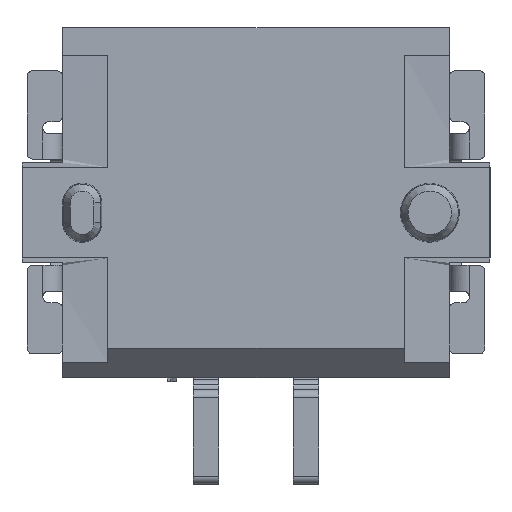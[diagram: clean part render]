
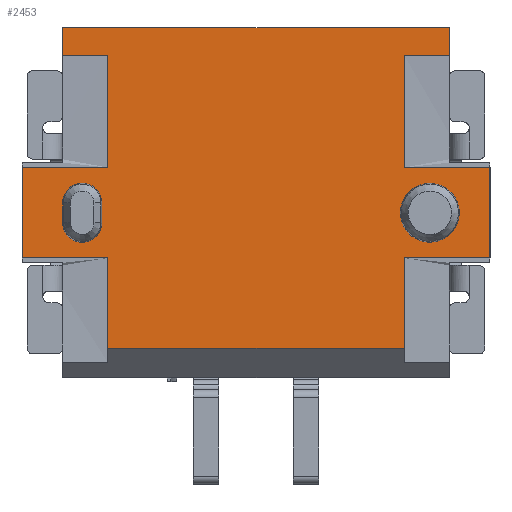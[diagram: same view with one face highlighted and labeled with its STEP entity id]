
A CAD part, front view. The second image highlights one B-rep face of the part: STEP entity #2453.
In plain terms, the highlighted planar face has unit normal (0, -1, 0).
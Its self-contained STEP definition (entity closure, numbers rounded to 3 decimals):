
#45=CARTESIAN_POINT('',(-3.65,-2.45,8.9));
#46=VERTEX_POINT('',#45);
#53=CARTESIAN_POINT('',(6.19,-2.45,8.9));
#54=VERTEX_POINT('',#53);
#55=CARTESIAN_POINT('',(-3.65,-2.45,8.9));
#56=DIRECTION('',(1.,0.,0.));
#57=VECTOR('',#56,9.84);
#58=LINE('',#55,#57);
#59=EDGE_CURVE('',#46,#54,#58,.T.);
#1276=CARTESIAN_POINT('',(5.04,-2.45,0.75));
#1277=VERTEX_POINT('',#1276);
#1284=CARTESIAN_POINT('',(-2.5,-2.45,0.75));
#1285=VERTEX_POINT('',#1284);
#1286=CARTESIAN_POINT('',(5.04,-2.45,0.75));
#1287=DIRECTION('',(-1.,0.,0.));
#1288=VECTOR('',#1287,7.54);
#1289=LINE('',#1286,#1288);
#1290=EDGE_CURVE('',#1277,#1285,#1289,.T.);
#1356=CARTESIAN_POINT('',(-2.65,-2.45,3.95));
#1357=VERTEX_POINT('',#1356);
#1364=CARTESIAN_POINT('',(-2.65,-2.45,4.45));
#1365=VERTEX_POINT('',#1364);
#1366=CARTESIAN_POINT('',(-2.65,-2.45,3.95));
#1367=DIRECTION('',(0.,0.,1.));
#1368=VECTOR('',#1367,0.5);
#1369=LINE('',#1366,#1368);
#1370=EDGE_CURVE('',#1357,#1365,#1369,.T.);
#1396=CARTESIAN_POINT('',(-3.65,-2.45,3.95));
#1397=VERTEX_POINT('',#1396);
#1404=CARTESIAN_POINT('',(-3.15,-2.45,3.95));
#1405=DIRECTION('',(-1.,0.,0.));
#1406=DIRECTION('',(0.,-1.,0.));
#1407=AXIS2_PLACEMENT_3D('',#1404,#1406,#1405);
#1408=CIRCLE('',#1407,0.5);
#1409=EDGE_CURVE('',#1397,#1357,#1408,.T.);
#1428=CARTESIAN_POINT('',(-3.65,-2.45,4.45));
#1429=VERTEX_POINT('',#1428);
#1436=CARTESIAN_POINT('',(-3.65,-2.45,4.45));
#1437=DIRECTION('',(0.,0.,-1.));
#1438=VECTOR('',#1437,0.5);
#1439=LINE('',#1436,#1438);
#1440=EDGE_CURVE('',#1429,#1397,#1439,.T.);
#1459=CARTESIAN_POINT('',(-3.15,-2.45,4.45));
#1460=DIRECTION('',(1.,0.,0.));
#1461=DIRECTION('',(0.,-1.,0.));
#1462=AXIS2_PLACEMENT_3D('',#1459,#1461,#1460);
#1463=CIRCLE('',#1462,0.5);
#1464=EDGE_CURVE('',#1365,#1429,#1463,.T.);
#1484=CARTESIAN_POINT('',(4.94,-2.45,4.2));
#1485=VERTEX_POINT('',#1484);
#1492=CARTESIAN_POINT('',(5.69,-2.45,4.2));
#1493=DIRECTION('',(-1.,0.,0.));
#1494=DIRECTION('',(0.,-1.,0.));
#1495=AXIS2_PLACEMENT_3D('',#1492,#1494,#1493);
#1496=CIRCLE('',#1495,0.75);
#1497=EDGE_CURVE('',#1485,#1485,#1496,.T.);
#1903=CARTESIAN_POINT('',(7.22,-2.45,5.35));
#1904=VERTEX_POINT('',#1903);
#1911=CARTESIAN_POINT('',(7.22,-2.45,3.05));
#1912=VERTEX_POINT('',#1911);
#1913=CARTESIAN_POINT('',(7.22,-2.45,5.35));
#1914=DIRECTION('',(0.,0.,-1.));
#1915=VECTOR('',#1914,2.3);
#1916=LINE('',#1913,#1915);
#1917=EDGE_CURVE('',#1904,#1912,#1916,.T.);
#1958=CARTESIAN_POINT('',(5.04,-2.45,3.05));
#1959=VERTEX_POINT('',#1958);
#1966=CARTESIAN_POINT('',(5.04,-2.45,3.05));
#1967=DIRECTION('',(0.,0.,-1.));
#1968=VECTOR('',#1967,2.3);
#1969=LINE('',#1966,#1968);
#1970=EDGE_CURVE('',#1959,#1277,#1969,.T.);
#1987=CARTESIAN_POINT('',(5.04,-2.45,8.2));
#1988=VERTEX_POINT('',#1987);
#1989=CARTESIAN_POINT('',(5.04,-2.45,5.35));
#1990=VERTEX_POINT('',#1989);
#1991=CARTESIAN_POINT('',(5.04,-2.45,8.2));
#1992=DIRECTION('',(0.,0.,-1.));
#1993=VECTOR('',#1992,2.85);
#1994=LINE('',#1991,#1993);
#1995=EDGE_CURVE('',#1988,#1990,#1994,.T.);
#2116=CARTESIAN_POINT('',(7.22,-2.45,3.05));
#2117=DIRECTION('',(-1.,0.,0.));
#2118=VECTOR('',#2117,2.18);
#2119=LINE('',#2116,#2118);
#2120=EDGE_CURVE('',#1912,#1959,#2119,.T.);
#2131=CARTESIAN_POINT('',(5.04,-2.45,5.35));
#2132=DIRECTION('',(1.,0.,0.));
#2133=VECTOR('',#2132,2.18);
#2134=LINE('',#2131,#2133);
#2135=EDGE_CURVE('',#1990,#1904,#2134,.T.);
#2283=CARTESIAN_POINT('',(-4.68,-2.45,3.05));
#2284=VERTEX_POINT('',#2283);
#2291=CARTESIAN_POINT('',(-4.68,-2.45,5.35));
#2292=VERTEX_POINT('',#2291);
#2293=CARTESIAN_POINT('',(-4.68,-2.45,3.05));
#2294=DIRECTION('',(0.,0.,1.));
#2295=VECTOR('',#2294,2.3);
#2296=LINE('',#2293,#2295);
#2297=EDGE_CURVE('',#2284,#2292,#2296,.T.);
#2323=CARTESIAN_POINT('',(-2.5,-2.45,5.35));
#2324=VERTEX_POINT('',#2323);
#2331=CARTESIAN_POINT('',(-2.5,-2.45,8.2));
#2332=VERTEX_POINT('',#2331);
#2333=CARTESIAN_POINT('',(-2.5,-2.45,5.35));
#2334=DIRECTION('',(0.,0.,1.));
#2335=VECTOR('',#2334,2.85);
#2336=LINE('',#2333,#2335);
#2337=EDGE_CURVE('',#2324,#2332,#2336,.T.);
#2361=CARTESIAN_POINT('',(-2.5,-2.45,3.05));
#2362=VERTEX_POINT('',#2361);
#2363=CARTESIAN_POINT('',(-2.5,-2.45,0.75));
#2364=DIRECTION('',(0.,0.,1.));
#2365=VECTOR('',#2364,2.3);
#2366=LINE('',#2363,#2365);
#2367=EDGE_CURVE('',#1285,#2362,#2366,.T.);
#2387=CARTESIAN_POINT('',(0.925,-2.45,4.714));
#2388=DIRECTION('',(0.,0.,-1.));
#2389=DIRECTION('',(0.,-1.,0.));
#2390=AXIS2_PLACEMENT_3D('',#2387,#2389,#2388);
#2391=PLANE('',#2390);
#2392=CARTESIAN_POINT('',(-2.5,-2.45,5.35));
#2393=DIRECTION('',(-1.,0.,0.));
#2394=VECTOR('',#2393,2.18);
#2395=LINE('',#2392,#2394);
#2396=EDGE_CURVE('',#2324,#2292,#2395,.T.);
#2397=ORIENTED_EDGE('',*,*,#2396,.T.);
#2398=ORIENTED_EDGE('',*,*,#2297,.F.);
#2399=CARTESIAN_POINT('',(-4.68,-2.45,3.05));
#2400=DIRECTION('',(1.,0.,0.));
#2401=VECTOR('',#2400,2.18);
#2402=LINE('',#2399,#2401);
#2403=EDGE_CURVE('',#2284,#2362,#2402,.T.);
#2404=ORIENTED_EDGE('',*,*,#2403,.T.);
#2405=ORIENTED_EDGE('',*,*,#2367,.F.);
#2406=ORIENTED_EDGE('',*,*,#1290,.F.);
#2407=ORIENTED_EDGE('',*,*,#1970,.F.);
#2408=ORIENTED_EDGE('',*,*,#2120,.F.);
#2409=ORIENTED_EDGE('',*,*,#1917,.F.);
#2410=ORIENTED_EDGE('',*,*,#2135,.F.);
#2411=ORIENTED_EDGE('',*,*,#1995,.F.);
#2412=CARTESIAN_POINT('',(6.19,-2.45,8.2));
#2413=VERTEX_POINT('',#2412);
#2414=CARTESIAN_POINT('',(5.04,-2.45,8.2));
#2415=DIRECTION('',(1.,0.,0.));
#2416=VECTOR('',#2415,1.15);
#2417=LINE('',#2414,#2416);
#2418=EDGE_CURVE('',#1988,#2413,#2417,.T.);
#2419=ORIENTED_EDGE('',*,*,#2418,.T.);
#2420=CARTESIAN_POINT('',(6.19,-2.45,8.2));
#2421=DIRECTION('',(0.,0.,1.));
#2422=VECTOR('',#2421,0.7);
#2423=LINE('',#2420,#2422);
#2424=EDGE_CURVE('',#2413,#54,#2423,.T.);
#2425=ORIENTED_EDGE('',*,*,#2424,.T.);
#2426=ORIENTED_EDGE('',*,*,#59,.F.);
#2427=CARTESIAN_POINT('',(-3.65,-2.45,8.2));
#2428=VERTEX_POINT('',#2427);
#2429=CARTESIAN_POINT('',(-3.65,-2.45,8.9));
#2430=DIRECTION('',(0.,0.,-1.));
#2431=VECTOR('',#2430,0.7);
#2432=LINE('',#2429,#2431);
#2433=EDGE_CURVE('',#46,#2428,#2432,.T.);
#2434=ORIENTED_EDGE('',*,*,#2433,.T.);
#2435=CARTESIAN_POINT('',(-3.65,-2.45,8.2));
#2436=DIRECTION('',(1.,0.,0.));
#2437=VECTOR('',#2436,1.15);
#2438=LINE('',#2435,#2437);
#2439=EDGE_CURVE('',#2428,#2332,#2438,.T.);
#2440=ORIENTED_EDGE('',*,*,#2439,.T.);
#2441=ORIENTED_EDGE('',*,*,#2337,.F.);
#2442=EDGE_LOOP('',(#2397,#2398,#2404,#2405,#2406,#2407,#2408,#2409,#2410,#2411,#2419,#2425,#2426,#2434,#2440,#2441));
#2443=FACE_OUTER_BOUND('',#2442,.T.);
#2444=ORIENTED_EDGE('',*,*,#1497,.F.);
#2445=EDGE_LOOP('',(#2444));
#2446=FACE_BOUND('',#2445,.T.);
#2447=ORIENTED_EDGE('',*,*,#1370,.F.);
#2448=ORIENTED_EDGE('',*,*,#1409,.F.);
#2449=ORIENTED_EDGE('',*,*,#1440,.F.);
#2450=ORIENTED_EDGE('',*,*,#1464,.F.);
#2451=EDGE_LOOP('',(#2447,#2448,#2449,#2450));
#2452=FACE_BOUND('',#2451,.T.);
#2453=ADVANCED_FACE('',(#2443,#2446,#2452),#2391,.T.);
